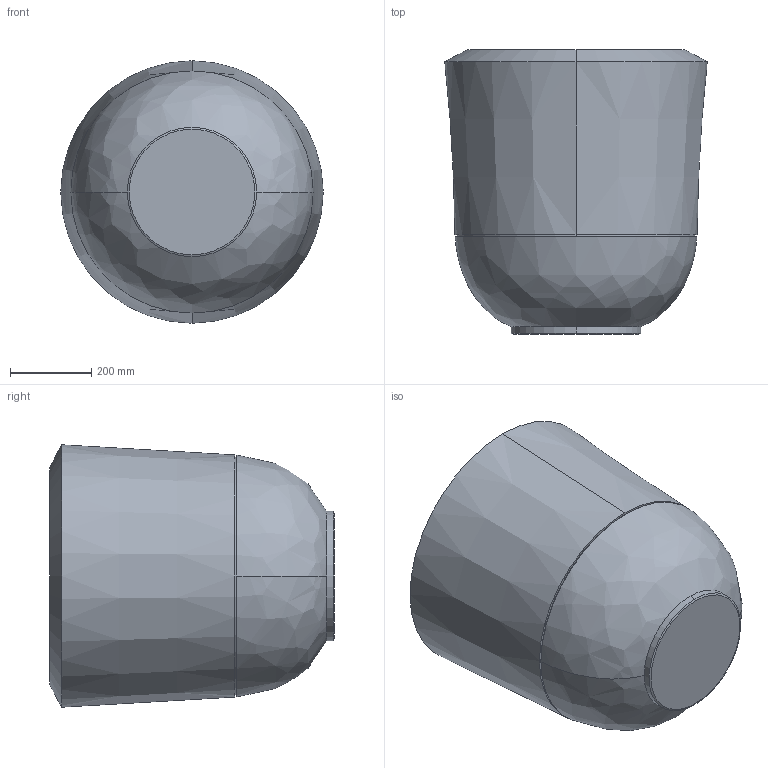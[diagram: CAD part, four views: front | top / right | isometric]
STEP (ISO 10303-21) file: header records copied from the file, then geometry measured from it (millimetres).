
FILE_DESCRIPTION (( 'STEP AP203' ), '1' );
FILE_NAME ('BOB065.070.STEP', '2020-06-01T09:51:08', ( 'admin' ), ( '' ), 'SwSTEP 2.0', 'SolidWorks 2019', '' );
FILE_SCHEMA (( 'CONFIG_CONTROL_DESIGN' ));
Length unit declared in the file: millimetre
Products named in the file (1): BOB065.070
Bounding box: 645.47 x 700 x 645.47 mm (x, y, z)
Volume: 83925663.9 mm3; surface area: 2503277.1 mm2
Topology: 1 solids, 1 shells, 22 faces, 46 edges, 27 vertices
Faces by surface type: cone 8, cylinder 6, plane 4, bspline 2, torus 2
Entity records: 679 total; most frequent: CARTESIAN_POINT 130, DIRECTION 112, ORIENTED_EDGE 88, AXIS2_PLACEMENT_3D 49, EDGE_CURVE 44, CIRCLE 28, VERTEX_POINT 27, EDGE_LOOP 25
